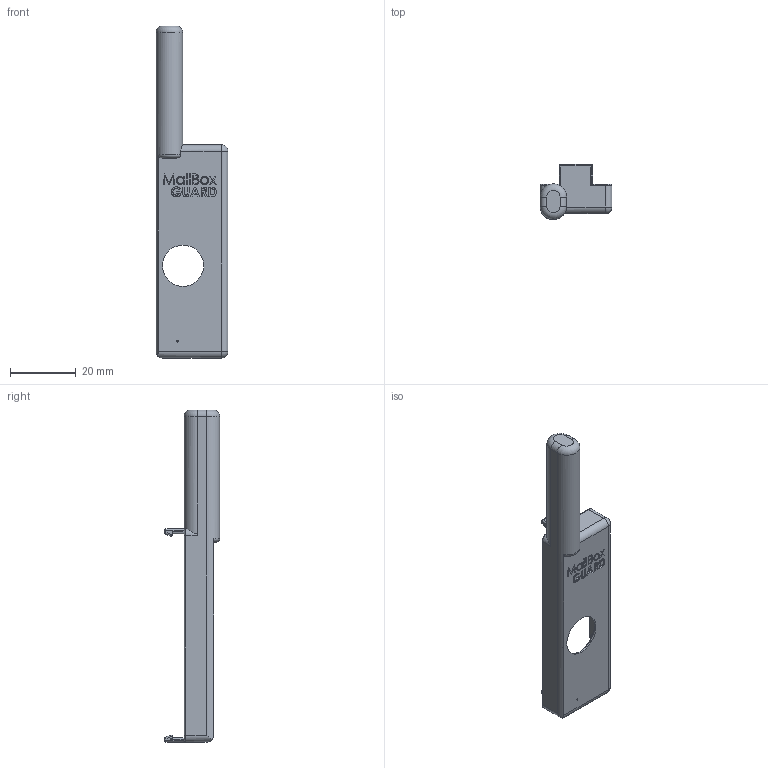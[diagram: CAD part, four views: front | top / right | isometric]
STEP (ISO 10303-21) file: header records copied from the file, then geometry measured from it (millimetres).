
FILE_DESCRIPTION (( 'STEP AP214' ), '1' );
FILE_NAME ('MailBoxGuard_Full_Size_Front_433.STEP', '2024-06-19T19:58:43', ( '' ), ( '' ), 'SwSTEP 2.0', 'SolidWorks 2022', '' );
FILE_SCHEMA (( 'AUTOMOTIVE_DESIGN' ));
Length unit declared in the file: millimetre
Products named in the file (1): MailBoxGuard_Full_Size_Front_433
Bounding box: 21.9 x 16.85 x 101.1 mm (x, y, z)
Volume: 5280.1 mm3; surface area: 7435.4 mm2
Topology: 1 solids, 1 shells, 346 faces, 889 edges, 553 vertices
Faces by surface type: plane 165, cylinder 87, bspline 61, torus 21, sphere 12
Entity records: 13652 total; most frequent: CARTESIAN_POINT 5663, ORIENTED_EDGE 1754, DIRECTION 1476, EDGE_CURVE 877, VERTEX_POINT 553, VECTOR 544, LINE 544, AXIS2_PLACEMENT_3D 466
